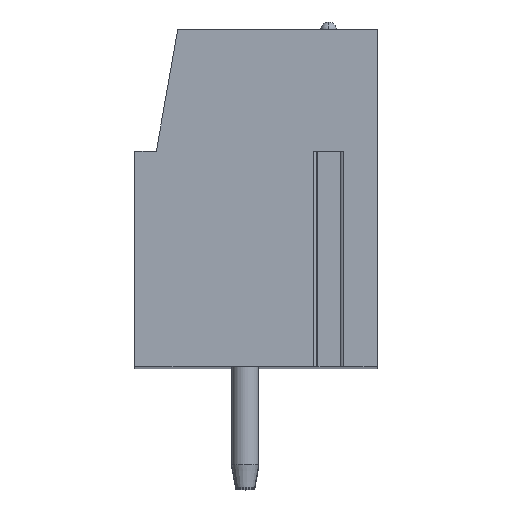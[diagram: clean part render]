
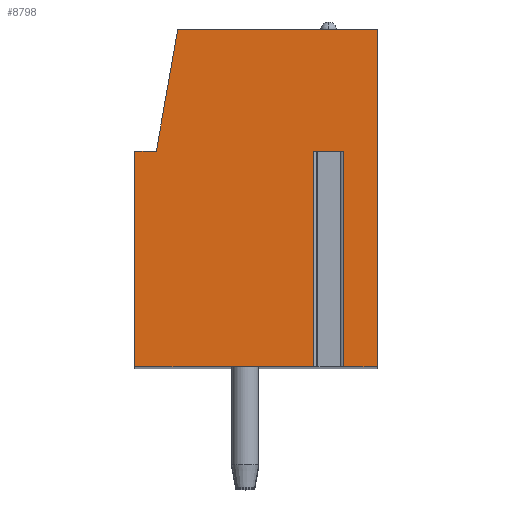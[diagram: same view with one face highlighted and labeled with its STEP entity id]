
A CAD part, top view. The second image highlights one B-rep face of the part: STEP entity #8798.
In plain terms, the highlighted planar face has unit normal (0, 0, 1).
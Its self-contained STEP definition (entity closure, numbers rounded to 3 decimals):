
#13=DIRECTION('',(-1.,0.,0.));
#14=VECTOR('',#13,1.112);
#15=CARTESIAN_POINT('',(3.256,1.75,48.26));
#16=LINE('',#15,#14);
#17=DIRECTION('',(0.,-1.,0.));
#18=VECTOR('',#17,8.);
#19=CARTESIAN_POINT('',(2.144,1.75,48.26));
#20=LINE('',#19,#18);
#21=DIRECTION('',(1.,0.,0.));
#22=VECTOR('',#21,6.644);
#23=CARTESIAN_POINT('',(-4.5,-6.25,48.26));
#24=LINE('',#23,#22);
#25=DIRECTION('',(0.,-1.,0.));
#26=VECTOR('',#25,8.);
#27=CARTESIAN_POINT('',(-4.5,1.75,48.26));
#28=LINE('',#27,#26);
#29=DIRECTION('',(-1.,0.,0.));
#30=VECTOR('',#29,0.8);
#31=CARTESIAN_POINT('',(-3.7,1.75,48.26));
#32=LINE('',#31,#30);
#33=DIRECTION('',(-0.174,-0.985,0.));
#34=VECTOR('',#33,4.569);
#35=CARTESIAN_POINT('',(-2.907,6.25,48.26));
#36=LINE('',#35,#34);
#37=DIRECTION('',(-1.,0.,0.));
#38=VECTOR('',#37,7.407);
#39=CARTESIAN_POINT('',(4.5,6.25,48.26));
#40=LINE('',#39,#38);
#41=DIRECTION('',(0.,1.,0.));
#42=VECTOR('',#41,12.5);
#43=CARTESIAN_POINT('',(4.5,-6.25,48.26));
#44=LINE('',#43,#42);
#45=DIRECTION('',(1.,0.,0.));
#46=VECTOR('',#45,1.244);
#47=CARTESIAN_POINT('',(3.256,-6.25,48.26));
#48=LINE('',#47,#46);
#49=DIRECTION('',(0.,-1.,0.));
#50=VECTOR('',#49,8.);
#51=CARTESIAN_POINT('',(3.256,1.75,48.26));
#52=LINE('',#51,#50);
#6915=CARTESIAN_POINT('',(-3.7,1.75,48.26));
#6916=CARTESIAN_POINT('',(-4.5,1.75,48.26));
#6917=VERTEX_POINT('',#6915);
#6918=VERTEX_POINT('',#6916);
#6919=CARTESIAN_POINT('',(-4.5,-6.25,48.26));
#6920=VERTEX_POINT('',#6919);
#6921=CARTESIAN_POINT('',(4.5,-6.25,48.26));
#6922=CARTESIAN_POINT('',(4.5,6.25,48.26));
#6923=VERTEX_POINT('',#6921);
#6924=VERTEX_POINT('',#6922);
#6925=CARTESIAN_POINT('',(-2.907,6.25,48.26));
#6926=VERTEX_POINT('',#6925);
#6975=CARTESIAN_POINT('',(3.256,1.75,48.26));
#6976=CARTESIAN_POINT('',(2.144,1.75,48.26));
#6977=VERTEX_POINT('',#6975);
#6978=VERTEX_POINT('',#6976);
#6979=CARTESIAN_POINT('',(2.144,-6.25,48.26));
#6980=VERTEX_POINT('',#6979);
#6981=CARTESIAN_POINT('',(3.256,-6.25,48.26));
#6982=VERTEX_POINT('',#6981);
#8771=CARTESIAN_POINT('',(0.,0.,48.26));
#8772=DIRECTION('',(0.,0.,1.));
#8773=DIRECTION('',(1.,0.,0.));
#8774=AXIS2_PLACEMENT_3D('',#8771,#8772,#8773);
#8775=PLANE('',#8774);
#8777=ORIENTED_EDGE('',*,*,#8776,.T.);
#8779=ORIENTED_EDGE('',*,*,#8778,.T.);
#8781=ORIENTED_EDGE('',*,*,#8780,.F.);
#8783=ORIENTED_EDGE('',*,*,#8782,.F.);
#8785=ORIENTED_EDGE('',*,*,#8784,.F.);
#8787=ORIENTED_EDGE('',*,*,#8786,.F.);
#8789=ORIENTED_EDGE('',*,*,#8788,.F.);
#8791=ORIENTED_EDGE('',*,*,#8790,.F.);
#8793=ORIENTED_EDGE('',*,*,#8792,.F.);
#8795=ORIENTED_EDGE('',*,*,#8794,.F.);
#8796=EDGE_LOOP('',(#8777,#8779,#8781,#8783,#8785,#8787,#8789,#8791,#8793,
#8795));
#8797=FACE_OUTER_BOUND('',#8796,.F.);
#8776=EDGE_CURVE('',#6977,#6978,#16,.T.);
#8778=EDGE_CURVE('',#6978,#6980,#20,.T.);
#8780=EDGE_CURVE('',#6920,#6980,#24,.T.);
#8782=EDGE_CURVE('',#6918,#6920,#28,.T.);
#8784=EDGE_CURVE('',#6917,#6918,#32,.T.);
#8786=EDGE_CURVE('',#6926,#6917,#36,.T.);
#8788=EDGE_CURVE('',#6924,#6926,#40,.T.);
#8790=EDGE_CURVE('',#6923,#6924,#44,.T.);
#8792=EDGE_CURVE('',#6982,#6923,#48,.T.);
#8794=EDGE_CURVE('',#6977,#6982,#52,.T.);
#8798=ADVANCED_FACE('',(#8797),#8775,.T.);
